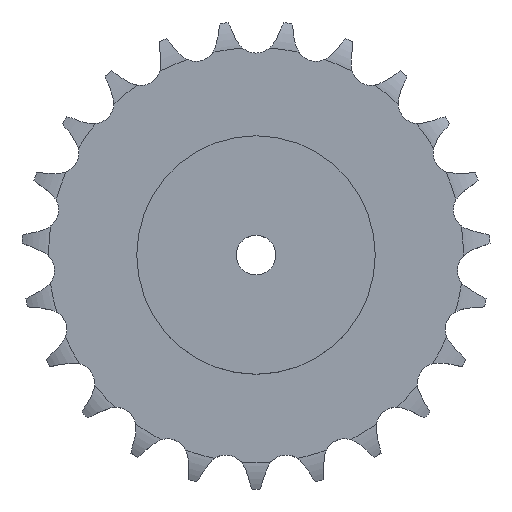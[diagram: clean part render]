
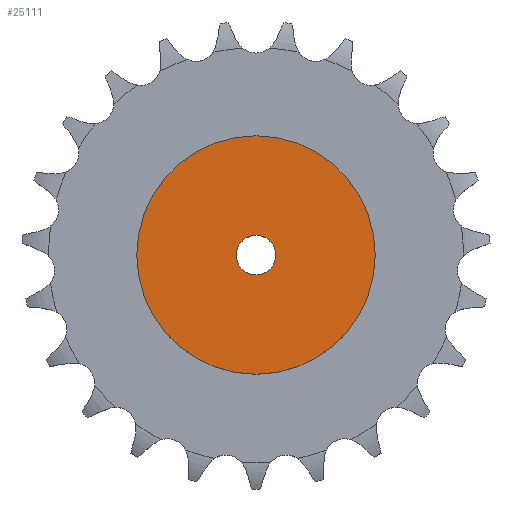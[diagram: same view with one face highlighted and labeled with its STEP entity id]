
A CAD part, top view. The second image highlights one B-rep face of the part: STEP entity #25111.
In plain terms, the highlighted planar face has unit normal (0, 0, 1).
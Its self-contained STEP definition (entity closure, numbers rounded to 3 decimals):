
#3219 = CYLINDRICAL_SURFACE('',#3220,75.);
#3220 = AXIS2_PLACEMENT_3D('',#3221,#3222,#3223);
#3221 = CARTESIAN_POINT('',(0.,0.,0.));
#3222 = DIRECTION('',(-0.,-0.,-1.));
#3223 = DIRECTION('',(1.,0.,0.));
#15982 = VERTEX_POINT('',#15983);
#15983 = CARTESIAN_POINT('',(75.,0.,60.));
#16004 = EDGE_CURVE('',#15982,#15982,#16005,.T.);
#16005 = SURFACE_CURVE('',#16006,(#16011,#16018),.PCURVE_S1.);
#16006 = CIRCLE('',#16007,75.);
#16007 = AXIS2_PLACEMENT_3D('',#16008,#16009,#16010);
#16008 = CARTESIAN_POINT('',(0.,0.,60.));
#16009 = DIRECTION('',(0.,0.,1.));
#16010 = DIRECTION('',(1.,0.,0.));
#16011 = PCURVE('',#3219,#16012);
#16012 = DEFINITIONAL_REPRESENTATION('',(#16013),#16017);
#16013 = LINE('',#16014,#16015);
#16014 = CARTESIAN_POINT('',(-0.,-60.));
#16015 = VECTOR('',#16016,1.);
#16016 = DIRECTION('',(-1.,0.));
#16017 = ( GEOMETRIC_REPRESENTATION_CONTEXT(2) 
PARAMETRIC_REPRESENTATION_CONTEXT() REPRESENTATION_CONTEXT('2D SPACE',''
  ) );
#16018 = PCURVE('',#16019,#16024);
#16019 = PLANE('',#16020);
#16020 = AXIS2_PLACEMENT_3D('',#16021,#16022,#16023);
#16021 = CARTESIAN_POINT('',(0.,0.,60.)
  );
#16022 = DIRECTION('',(0.,0.,1.));
#16023 = DIRECTION('',(1.,0.,0.));
#16024 = DEFINITIONAL_REPRESENTATION('',(#16025),#16029);
#16025 = CIRCLE('',#16026,75.);
#16026 = AXIS2_PLACEMENT_2D('',#16027,#16028);
#16027 = CARTESIAN_POINT('',(0.,0.));
#16028 = DIRECTION('',(1.,0.));
#16029 = ( GEOMETRIC_REPRESENTATION_CONTEXT(2) 
PARAMETRIC_REPRESENTATION_CONTEXT() REPRESENTATION_CONTEXT('2D SPACE',''
  ) );
#21382 = CYLINDRICAL_SURFACE('',#21383,12.5);
#21383 = AXIS2_PLACEMENT_3D('',#21384,#21385,#21386);
#21384 = CARTESIAN_POINT('',(0.,0.,454.678));
#21385 = DIRECTION('',(0.,0.,1.));
#21386 = DIRECTION('',(1.,0.,0.));
#25111 = ADVANCED_FACE('',(#25112,#25115),#16019,.T.);
#25112 = FACE_BOUND('',#25113,.T.);
#25113 = EDGE_LOOP('',(#25114));
#25114 = ORIENTED_EDGE('',*,*,#16004,.T.);
#25115 = FACE_BOUND('',#25116,.T.);
#25116 = EDGE_LOOP('',(#25117));
#25117 = ORIENTED_EDGE('',*,*,#25118,.F.);
#25118 = EDGE_CURVE('',#25119,#25119,#25121,.T.);
#25119 = VERTEX_POINT('',#25120);
#25120 = CARTESIAN_POINT('',(12.5,0.,60.));
#25121 = SURFACE_CURVE('',#25122,(#25127,#25134),.PCURVE_S1.);
#25122 = CIRCLE('',#25123,12.5);
#25123 = AXIS2_PLACEMENT_3D('',#25124,#25125,#25126);
#25124 = CARTESIAN_POINT('',(0.,0.,60.));
#25125 = DIRECTION('',(0.,0.,1.));
#25126 = DIRECTION('',(1.,0.,0.));
#25127 = PCURVE('',#16019,#25128);
#25128 = DEFINITIONAL_REPRESENTATION('',(#25129),#25133);
#25129 = CIRCLE('',#25130,12.5);
#25130 = AXIS2_PLACEMENT_2D('',#25131,#25132);
#25131 = CARTESIAN_POINT('',(0.,0.));
#25132 = DIRECTION('',(1.,0.));
#25133 = ( GEOMETRIC_REPRESENTATION_CONTEXT(2) 
PARAMETRIC_REPRESENTATION_CONTEXT() REPRESENTATION_CONTEXT('2D SPACE',''
  ) );
#25134 = PCURVE('',#21382,#25135);
#25135 = DEFINITIONAL_REPRESENTATION('',(#25136),#25140);
#25136 = LINE('',#25137,#25138);
#25137 = CARTESIAN_POINT('',(0.,-394.678));
#25138 = VECTOR('',#25139,1.);
#25139 = DIRECTION('',(1.,0.));
#25140 = ( GEOMETRIC_REPRESENTATION_CONTEXT(2) 
PARAMETRIC_REPRESENTATION_CONTEXT() REPRESENTATION_CONTEXT('2D SPACE',''
  ) );
